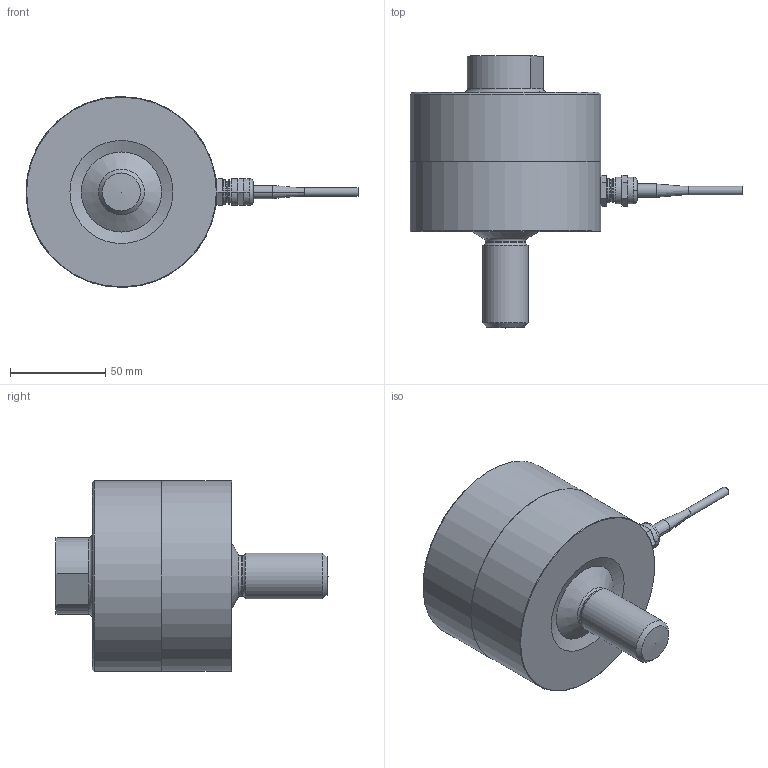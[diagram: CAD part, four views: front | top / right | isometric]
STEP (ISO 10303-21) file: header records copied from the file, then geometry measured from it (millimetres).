
FILE_DESCRIPTION( ( 'Unknown' ), '1' );
FILE_NAME( 'K1427-50kN.stp', 'Unknown', ( 'Unknown' ), ( 'Unknown' ), 'PSStep 17.0.49', 'Unknown', ' ' );
FILE_SCHEMA( ( 'AUTOMOTIVE_DESIGN { 1 0 10303 214 1 1 1 1 }' ) );
Length unit declared in the file: millimetre
Products named in the file (6): Assem1; Pg7 mit Knickschutz; 1629-001-Flansch; 1629-002-Flansch; BOSS-DIN912_BN 7 M8x40; kabeldurchmesser4,5_doc-00036217
Assembly tree (12 placements, depth 2):
  Assem1
    Pg7 mit Knickschutz
    1629-001-Flansch
    1629-002-Flansch
    BOSS-DIN912_BN 7 M8x40  x8
    kabeldurchmesser4,5_doc-00036217
Bounding box: 173.92 x 142.5 x 100 mm (x, y, z)
Volume: 595197.1 mm3; surface area: 91702.1 mm2
Topology: 12 solids, 12 shells, 305 faces, 658 edges, 415 vertices
Faces by surface type: plane 138, cylinder 82, cone 55, torus 29, sphere 1
Full cylindrical faces by diameter (mm): 4.5 x1, 6.466 x8, 6.647 x8, 8 x16, 9 x8, 13 x8, 14 x8, 21 x1, 21.835 x1, 24 x1, 100 x2
Entity records: 6096 total; most frequent: CARTESIAN_POINT 1788, DIRECTION 538, ORIENTED_EDGE 526, EDGE_CURVE 263, AXIS2_PLACEMENT_3D 259, EDGE_LOOP 254, VERTEX_POINT 201, FACE_OUTER_BOUND 198
